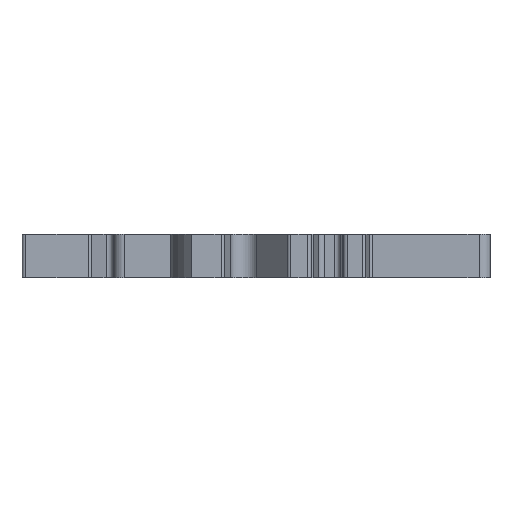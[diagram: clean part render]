
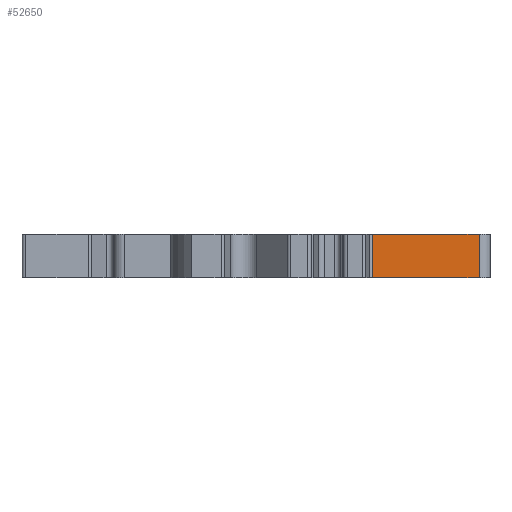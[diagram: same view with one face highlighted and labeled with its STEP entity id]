
A CAD part, front view. The second image highlights one B-rep face of the part: STEP entity #52650.
In plain terms, the highlighted planar face has unit normal (0, -1, 0).
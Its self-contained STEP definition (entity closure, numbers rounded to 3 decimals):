
#14070=CARTESIAN_POINT('',(36.416,-29.5,-6.));
#14080=VERTEX_POINT('',#14070);
#14110=CARTESIAN_POINT('',(50.95,-29.5,-6.));
#14120=DIRECTION('',(-1.,0.,0.));
#14130=VECTOR('',#14120,1.);
#14140=LINE('',#14110,#14130);
#14150=CARTESIAN_POINT('',(50.95,-29.5,-6.));
#14160=VERTEX_POINT('',#14150);
#14170=EDGE_CURVE('',#14160,#14080,#14140,.T.);
#27230=CARTESIAN_POINT('',(50.95,-29.5,0.));
#27240=VERTEX_POINT('',#27230);
#27270=CARTESIAN_POINT('',(36.416,-29.5,0.));
#27280=DIRECTION('',(1.,0.,0.));
#27290=VECTOR('',#27280,1.);
#27300=LINE('',#27270,#27290);
#27310=CARTESIAN_POINT('',(36.416,-29.5,0.));
#27320=VERTEX_POINT('',#27310);
#27330=EDGE_CURVE('',#27320,#27240,#27300,.T.);
#52400=CARTESIAN_POINT('',(36.416,-29.5,-6.));
#52410=DIRECTION('',(0.,0.,1.));
#52420=VECTOR('',#52410,1.);
#52430=LINE('',#52400,#52420);
#52440=EDGE_CURVE('',#14080,#27320,#52430,.T.);
#52490=CARTESIAN_POINT('',(48.627,-29.5,0.));
#52500=DIRECTION('',(0.,-1.,0.));
#52510=DIRECTION('',(-1.,0.,0.));
#52520=AXIS2_PLACEMENT_3D('',#52490,#52500,#52510);
#52530=PLANE('',#52520);
#52540=CARTESIAN_POINT('',(50.95,-29.5,0.));
#52550=DIRECTION('',(0.,0.,-1.));
#52560=VECTOR('',#52550,1.);
#52570=LINE('',#52540,#52560);
#52580=EDGE_CURVE('',#27240,#14160,#52570,.T.);
#52590=ORIENTED_EDGE('',*,*,#52580,.F.);
#52600=ORIENTED_EDGE('',*,*,#14170,.F.);
#52610=ORIENTED_EDGE('',*,*,#52440,.F.);
#52620=ORIENTED_EDGE('',*,*,#27330,.F.);
#52630=EDGE_LOOP('',(#52620,#52610,#52600,#52590));
#52640=FACE_OUTER_BOUND('',#52630,.T.);
#52650=ADVANCED_FACE('',(#52640),#52530,.T.);
